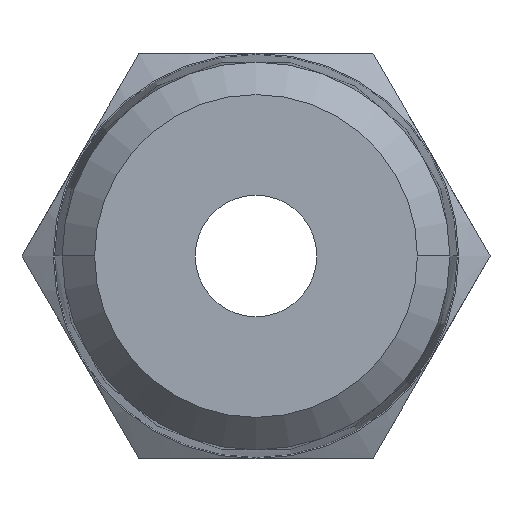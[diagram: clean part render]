
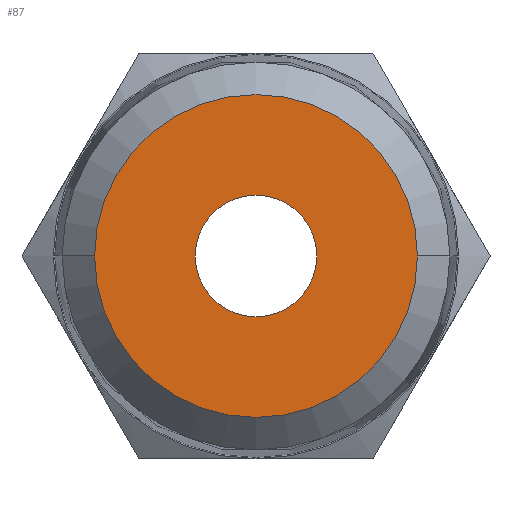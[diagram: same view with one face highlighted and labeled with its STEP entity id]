
A CAD part, front view. The second image highlights one B-rep face of the part: STEP entity #87.
In plain terms, the highlighted planar face has unit normal (0, -1, 0).
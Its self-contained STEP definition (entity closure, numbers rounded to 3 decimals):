
#10 = AXIS2_PLACEMENT_3D ( 'NONE', #682, #683, #684 ) ;
#11 = CIRCLE ( 'NONE', #10, 1.5 ) ;
#25 = EDGE_CURVE ( 'NONE', #1443, #1451, #11, .T. ) ;
#35 = EDGE_CURVE ( 'NONE', #1446, #1460, #364, .T. ) ;
#58 = EDGE_CURVE ( 'NONE', #1460, #1446, #278, .T. ) ;
#61 = EDGE_CURVE ( 'NONE', #1451, #1443, #284, .T. ) ;
#87 = ADVANCED_FACE ( 'NONE', ( #1114, #1115 ), #763, .T. ) ;
#278 = CIRCLE ( 'NONE', #285, 3.982 ) ;
#284 = CIRCLE ( 'NONE', #291, 1.5 ) ;
#285 = AXIS2_PLACEMENT_3D ( 'NONE', #554, #555, #556 ) ;
#291 = AXIS2_PLACEMENT_3D ( 'NONE', #563, #564, #565 ) ;
#332 = AXIS2_PLACEMENT_3D ( 'NONE', #764, #765, #766 ) ;
#359 = AXIS2_PLACEMENT_3D ( 'NONE', #706, #707, #708 ) ;
#364 = CIRCLE ( 'NONE', #359, 3.982 ) ;
#554 = CARTESIAN_POINT ( 'NONE',  ( 0., 0., 0. ) ) ;
#555 = DIRECTION ( 'NONE',  ( 0., -1., 0. ) ) ;
#556 = DIRECTION ( 'NONE',  ( 1., 0., 0. ) ) ;
#563 = CARTESIAN_POINT ( 'NONE',  ( 0., 0., 0. ) ) ;
#564 = DIRECTION ( 'NONE',  ( 0., -1., 0. ) ) ;
#565 = DIRECTION ( 'NONE',  ( 0., 0., -1. ) ) ;
#682 = CARTESIAN_POINT ( 'NONE',  ( 0., 0., 0. ) ) ;
#683 = DIRECTION ( 'NONE',  ( 0., -1., 0. ) ) ;
#684 = DIRECTION ( 'NONE',  ( 0., 0., -1. ) ) ;
#706 = CARTESIAN_POINT ( 'NONE',  ( 0., 0., 0. ) ) ;
#707 = DIRECTION ( 'NONE',  ( 0., -1., 0. ) ) ;
#708 = DIRECTION ( 'NONE',  ( 1., 0., 0. ) ) ;
#763 = PLANE ( 'NONE',  #332 ) ;
#764 = CARTESIAN_POINT ( 'NONE',  ( 5., 0., 0. ) ) ;
#765 = DIRECTION ( 'NONE',  ( 0., -1., 0. ) ) ;
#766 = DIRECTION ( 'NONE',  ( 0., 0., -1. ) ) ;
#1012 = CARTESIAN_POINT ( 'NONE',  ( 0., 0., 1.5 ) ) ;
#1015 = CARTESIAN_POINT ( 'NONE',  ( 3.982, 0., 0. ) ) ;
#1020 = CARTESIAN_POINT ( 'NONE',  ( 0., 0., -1.5 ) ) ;
#1029 = CARTESIAN_POINT ( 'NONE',  ( -3.982, 0., 0. ) ) ;
#1114 = FACE_BOUND ( 'NONE', #1435, .T. ) ;
#1115 = FACE_OUTER_BOUND ( 'NONE', #1397, .T. ) ;
#1397 = EDGE_LOOP ( 'NONE', ( #1572, #1578 ) ) ;
#1435 = EDGE_LOOP ( 'NONE', ( #1575, #1577 ) ) ;
#1443 = VERTEX_POINT ( 'NONE', #1012 ) ;
#1446 = VERTEX_POINT ( 'NONE', #1015 ) ;
#1451 = VERTEX_POINT ( 'NONE', #1020 ) ;
#1460 = VERTEX_POINT ( 'NONE', #1029 ) ;
#1572 = ORIENTED_EDGE ( 'NONE', *, *, #58, .T. ) ;
#1575 = ORIENTED_EDGE ( 'NONE', *, *, #61, .F. ) ;
#1577 = ORIENTED_EDGE ( 'NONE', *, *, #25, .F. ) ;
#1578 = ORIENTED_EDGE ( 'NONE', *, *, #35, .T. ) ;
